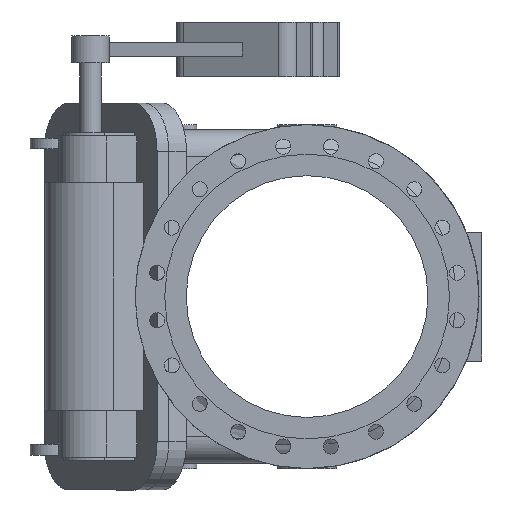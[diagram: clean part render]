
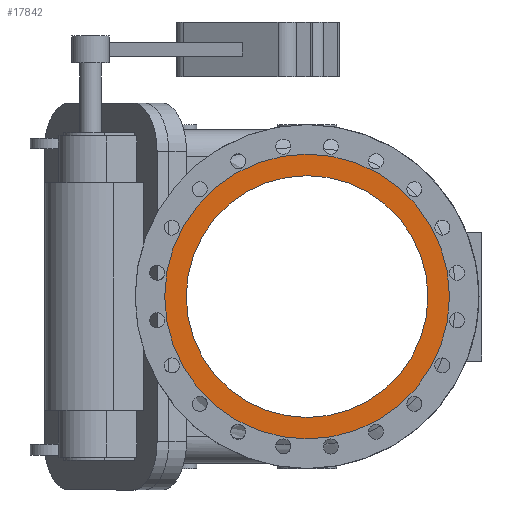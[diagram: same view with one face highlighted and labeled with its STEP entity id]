
A CAD part, left-side view. The second image highlights one B-rep face of the part: STEP entity #17842.
In plain terms, the highlighted planar face has unit normal (-1, 0, 0).
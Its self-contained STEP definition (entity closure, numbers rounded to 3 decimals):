
#3436 = PLANE ( 'NONE',  #18705 ) ;
#3437 = CARTESIAN_POINT ( 'NONE',  ( -1000., 0., 0. ) ) ;
#3442 = DIRECTION ( 'NONE',  ( 1., 0., 0. ) ) ;
#3443 = DIRECTION ( 'NONE',  ( 0., 0., -1. ) ) ;
#5706 = ORIENTED_EDGE ( 'NONE', *, *, #17958, .F. ) ;
#5707 = ORIENTED_EDGE ( 'NONE', *, *, #17928, .T. ) ;
#5746 = EDGE_LOOP ( 'NONE', ( #5707 ) ) ;
#5862 = EDGE_LOOP ( 'NONE', ( #5706 ) ) ;
#13934 = CARTESIAN_POINT ( 'NONE',  ( -1000., 0., 0. ) ) ;
#13935 = DIRECTION ( 'NONE',  ( -1., 0., 0. ) ) ;
#13936 = DIRECTION ( 'NONE',  ( 0., 0., 1. ) ) ;
#14247 = CARTESIAN_POINT ( 'NONE',  ( -1000., 0., 0. ) ) ;
#14248 = DIRECTION ( 'NONE',  ( -1., 0., 0. ) ) ;
#14249 = DIRECTION ( 'NONE',  ( 0., 0., 1. ) ) ;
#16108 = VERTEX_POINT ( 'NONE', #17583 ) ;
#16117 = VERTEX_POINT ( 'NONE', #17592 ) ;
#17583 = CARTESIAN_POINT ( 'NONE',  ( -1000., 0., 265. ) ) ;
#17592 = CARTESIAN_POINT ( 'NONE',  ( -1000., 0., 225. ) ) ;
#17842 = ADVANCED_FACE ( 'NONE', ( #19144, #19147 ), #3436, .F. ) ;
#17928 = EDGE_CURVE ( 'NONE', #16108, #16108, #19269, .T. ) ;
#17958 = EDGE_CURVE ( 'NONE', #16117, #16117, #19295, .T. ) ;
#18705 = AXIS2_PLACEMENT_3D ( 'NONE', #3437, #3442, #3443 ) ;
#18734 = AXIS2_PLACEMENT_3D ( 'NONE', #13934, #13935, #13936 ) ;
#18748 = AXIS2_PLACEMENT_3D ( 'NONE', #14247, #14248, #14249 ) ;
#19144 = FACE_OUTER_BOUND ( 'NONE', #5746, .T. ) ;
#19147 = FACE_BOUND ( 'NONE', #5862, .T. ) ;
#19269 = CIRCLE ( 'NONE', #18734, 265. ) ;
#19295 = CIRCLE ( 'NONE', #18748, 225. ) ;
